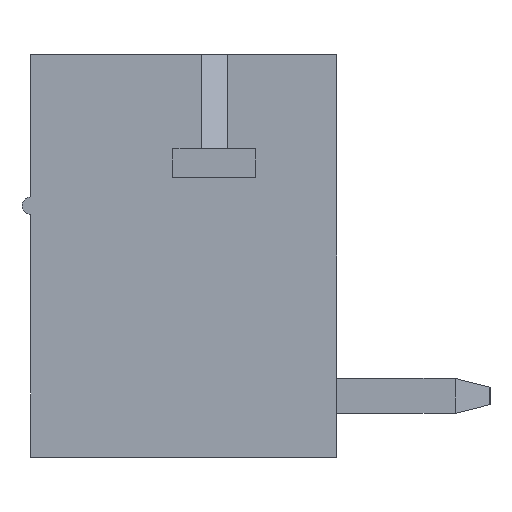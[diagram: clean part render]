
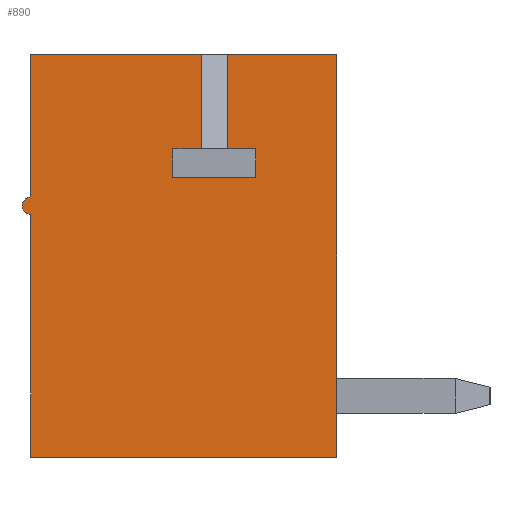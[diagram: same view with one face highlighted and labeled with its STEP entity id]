
A CAD part, left-side view. The second image highlights one B-rep face of the part: STEP entity #890.
In plain terms, the highlighted planar face has unit normal (-1, 0, 0).
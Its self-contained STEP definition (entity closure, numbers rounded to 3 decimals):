
#890 = ADVANCED_FACE( '', ( #1936 ), #1937, .F. );
#1936 = FACE_OUTER_BOUND( '', #3169, .T. );
#1937 = PLANE( '', #3170 );
#3169 = EDGE_LOOP( '', ( #5578, #5579, #5580, #5581, #5582, #5583, #5584, #5585, #5586, #5587, #5588, #5589, #5590, #5591 ) );
#3170 = AXIS2_PLACEMENT_3D( '', #5592, #5593, #5594 );
#5578 = ORIENTED_EDGE( '', *, *, #7628, .T. );
#5579 = ORIENTED_EDGE( '', *, *, #8584, .T. );
#5580 = ORIENTED_EDGE( '', *, *, #8585, .F. );
#5581 = ORIENTED_EDGE( '', *, *, #8031, .T. );
#5582 = ORIENTED_EDGE( '', *, *, #8586, .T. );
#5583 = ORIENTED_EDGE( '', *, *, #8587, .T. );
#5584 = ORIENTED_EDGE( '', *, *, #7782, .F. );
#5585 = ORIENTED_EDGE( '', *, *, #8588, .F. );
#5586 = ORIENTED_EDGE( '', *, *, #8589, .F. );
#5587 = ORIENTED_EDGE( '', *, *, #7906, .T. );
#5588 = ORIENTED_EDGE( '', *, *, #8590, .T. );
#5589 = ORIENTED_EDGE( '', *, *, #7953, .T. );
#5590 = ORIENTED_EDGE( '', *, *, #8591, .T. );
#5591 = ORIENTED_EDGE( '', *, *, #8209, .T. );
#5592 = CARTESIAN_POINT( '', ( -14.55, 0., 0. ) );
#5593 = DIRECTION( '', ( 1., 0., 0. ) );
#5594 = DIRECTION( '', ( 0., 0., -1. ) );
#7628 = EDGE_CURVE( '', #9150, #9151, #9152, .T. );
#7782 = EDGE_CURVE( '', #9427, #9429, #9430, .T. );
#7906 = EDGE_CURVE( '', #9649, #9650, #9651, .T. );
#7953 = EDGE_CURVE( '', #9728, #9729, #9730, .T. );
#8031 = EDGE_CURVE( '', #9857, #9862, #9864, .T. );
#8209 = EDGE_CURVE( '', #10153, #9150, #10154, .T. );
#8584 = EDGE_CURVE( '', #9151, #9927, #10725, .T. );
#8585 = EDGE_CURVE( '', #9857, #9927, #10726, .T. );
#8586 = EDGE_CURVE( '', #9862, #10727, #10728, .F. );
#8587 = EDGE_CURVE( '', #10727, #9429, #10729, .T. );
#8588 = EDGE_CURVE( '', #10730, #9427, #10731, .T. );
#8589 = EDGE_CURVE( '', #9649, #10730, #10732, .T. );
#8590 = EDGE_CURVE( '', #9650, #9728, #10733, .T. );
#8591 = EDGE_CURVE( '', #9729, #10153, #10734, .T. );
#9150 = VERTEX_POINT( '', #11408 );
#9151 = VERTEX_POINT( '', #11409 );
#9152 = LINE( '', #11410, #11411 );
#9427 = VERTEX_POINT( '', #11807 );
#9429 = VERTEX_POINT( '', #11810 );
#9430 = LINE( '', #11811, #11812 );
#9649 = VERTEX_POINT( '', #12132 );
#9650 = VERTEX_POINT( '', #12133 );
#9651 = LINE( '', #12134, #12135 );
#9728 = VERTEX_POINT( '', #12248 );
#9729 = VERTEX_POINT( '', #12249 );
#9730 = LINE( '', #12250, #12251 );
#9857 = VERTEX_POINT( '', #12435 );
#9862 = VERTEX_POINT( '', #12442 );
#9864 = LINE( '', #12445, #12446 );
#9927 = VERTEX_POINT( '', #12537 );
#10153 = VERTEX_POINT( '', #12869 );
#10154 = LINE( '', #12870, #12871 );
#10725 = LINE( '', #13715, #13716 );
#10726 = LINE( '', #13717, #13718 );
#10727 = VERTEX_POINT( '', #13719 );
#10728 = CIRCLE( '', #13720, 0.2 );
#10729 = LINE( '', #13721, #13722 );
#10730 = VERTEX_POINT( '', #13723 );
#10731 = LINE( '', #13724, #13725 );
#10732 = LINE( '', #13726, #13727 );
#10733 = LINE( '', #13728, #13729 );
#10734 = LINE( '', #13730, #13731 );
#11408 = CARTESIAN_POINT( '', ( -14.55, 0.15, 2.45 ) );
#11409 = CARTESIAN_POINT( '', ( -14.55, -0.5, 2.45 ) );
#11410 = CARTESIAN_POINT( '', ( -14.55, 0.15, 2.45 ) );
#11411 = VECTOR( '', #14634, 1000. );
#11807 = CARTESIAN_POINT( '', ( -14.55, -3.6, -4.6 ) );
#11810 = CARTESIAN_POINT( '', ( -14.55, 3.4, -4.6 ) );
#11811 = CARTESIAN_POINT( '', ( -14.55, -3.6, -4.6 ) );
#11812 = VECTOR( '', #14775, 1000. );
#12132 = CARTESIAN_POINT( '', ( -14.55, -1.1, 4.6 ) );
#12133 = CARTESIAN_POINT( '', ( -14.55, -1.1, 2.45 ) );
#12134 = CARTESIAN_POINT( '', ( -14.55, -1.1, 4.6 ) );
#12135 = VECTOR( '', #14892, 1000. );
#12248 = CARTESIAN_POINT( '', ( -14.55, -1.75, 2.45 ) );
#12249 = CARTESIAN_POINT( '', ( -14.55, -1.75, 1.8 ) );
#12250 = CARTESIAN_POINT( '', ( -14.55, -1.75, 2.45 ) );
#12251 = VECTOR( '', #14929, 1000. );
#12435 = CARTESIAN_POINT( '', ( -14.55, 3.4, 4.6 ) );
#12442 = CARTESIAN_POINT( '', ( -14.55, 3.4, 1.35 ) );
#12445 = CARTESIAN_POINT( '', ( -14.55, 3.4, 0. ) );
#12446 = VECTOR( '', #15005, 1000. );
#12537 = CARTESIAN_POINT( '', ( -14.55, -0.5, 4.6 ) );
#12869 = CARTESIAN_POINT( '', ( -14.55, 0.15, 1.8 ) );
#12870 = CARTESIAN_POINT( '', ( -14.55, 0.15, 1.8 ) );
#12871 = VECTOR( '', #15164, 1000. );
#13715 = CARTESIAN_POINT( '', ( -14.55, -0.5, 2.45 ) );
#13716 = VECTOR( '', #15498, 1000. );
#13717 = CARTESIAN_POINT( '', ( -14.55, 3.6, 4.6 ) );
#13718 = VECTOR( '', #15499, 1000. );
#13719 = CARTESIAN_POINT( '', ( -14.55, 3.4, 0.95 ) );
#13720 = AXIS2_PLACEMENT_3D( '', #15500, #15501, #15502 );
#13721 = CARTESIAN_POINT( '', ( -14.55, 3.4, 0. ) );
#13722 = VECTOR( '', #15503, 1000. );
#13723 = CARTESIAN_POINT( '', ( -14.55, -3.6, 4.6 ) );
#13724 = CARTESIAN_POINT( '', ( -14.55, -3.6, 4.6 ) );
#13725 = VECTOR( '', #15504, 1000. );
#13726 = CARTESIAN_POINT( '', ( -14.55, 3.6, 4.6 ) );
#13727 = VECTOR( '', #15505, 1000. );
#13728 = CARTESIAN_POINT( '', ( -14.55, -1.1, 2.45 ) );
#13729 = VECTOR( '', #15506, 1000. );
#13730 = CARTESIAN_POINT( '', ( -14.55, -1.75, 1.8 ) );
#13731 = VECTOR( '', #15507, 1000. );
#14634 = DIRECTION( '', ( 0., -1., 0. ) );
#14775 = DIRECTION( '', ( 0., 1., 0. ) );
#14892 = DIRECTION( '', ( 0., 0., -1. ) );
#14929 = DIRECTION( '', ( 0., 0., -1. ) );
#15005 = DIRECTION( '', ( 0., 0., -1. ) );
#15164 = DIRECTION( '', ( 0., 0., 1. ) );
#15498 = DIRECTION( '', ( 0., 0., 1. ) );
#15499 = DIRECTION( '', ( 0., -1., 0. ) );
#15500 = CARTESIAN_POINT( '', ( -14.55, 3.4, 1.15 ) );
#15501 = DIRECTION( '', ( 1., 0., 0. ) );
#15502 = DIRECTION( '', ( 0., 0., -1. ) );
#15503 = DIRECTION( '', ( 0., 0., -1. ) );
#15504 = DIRECTION( '', ( 0., 0., -1. ) );
#15505 = DIRECTION( '', ( 0., -1., 0. ) );
#15506 = DIRECTION( '', ( 0., -1., 0. ) );
#15507 = DIRECTION( '', ( 0., 1., 0. ) );
